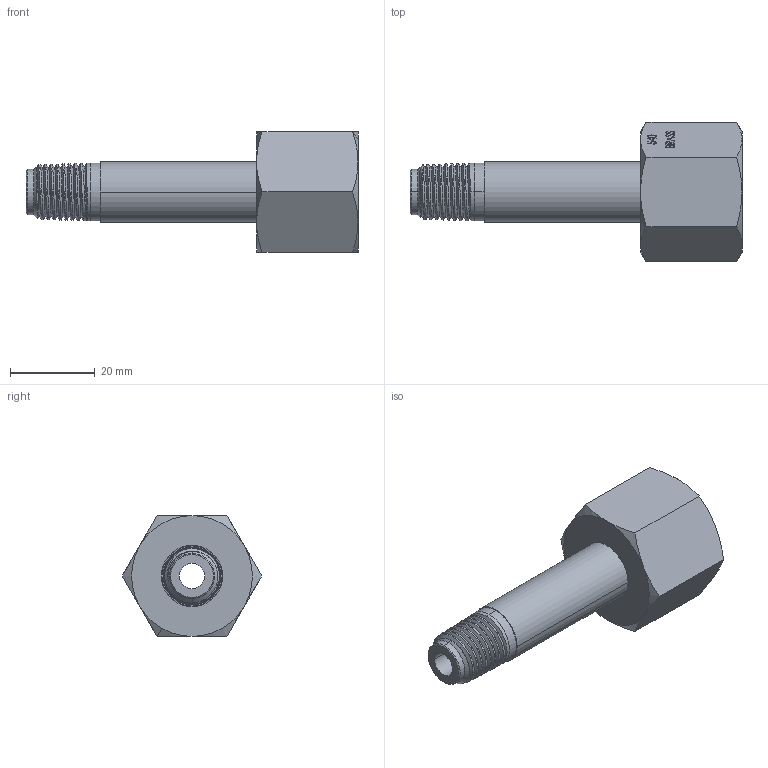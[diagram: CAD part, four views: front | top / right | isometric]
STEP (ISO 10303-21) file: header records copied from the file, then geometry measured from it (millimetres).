
FILE_DESCRIPTION (( 'STEP AP203' ), '1' );
FILE_NAME ('INL-540CH-4M-48.STEP', '2025-02-21T13:44:34', ( '' ), ( '' ), 'SwSTEP 2.0', 'SolidWorks 2018', '' );
FILE_SCHEMA (( 'CONFIG_CONTROL_DESIGN' ));
Length unit declared in the file: inch
Products named in the file (3): INL-540CH-4M-48; PRT-001005; PRT-0015642
Assembly tree (2 placements, depth 2):
  INL-540CH-4M-48
    PRT-0015642
    PRT-001005
Bounding box: 78.52 x 33 x 28.57 mm (x, y, z)
Volume: 18539.8 mm3; surface area: 10844.6 mm2
Topology: 2 solids, 2 shells, 250 faces, 835 edges, 607 vertices
Faces by surface type: plane 88, bspline 67, cone 51, cylinder 36, torus 8
Entity records: 20833 total; most frequent: CARTESIAN_POINT 14074, ORIENTED_EDGE 1670, DIRECTION 873, EDGE_CURVE 835, VERTEX_POINT 607, B_SPLINE_CURVE_WITH_KNOTS 431, VECTOR 311, LINE 311
